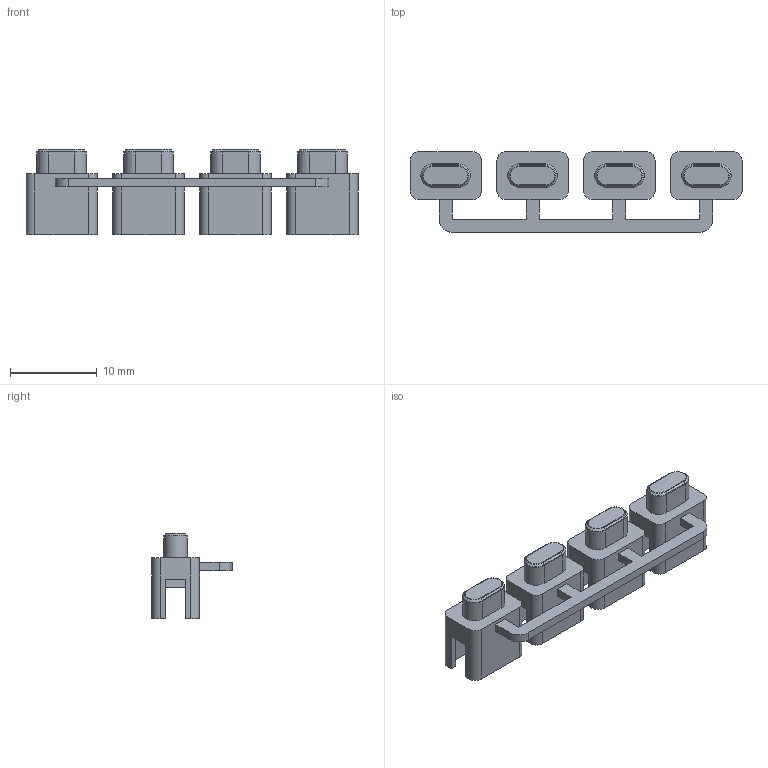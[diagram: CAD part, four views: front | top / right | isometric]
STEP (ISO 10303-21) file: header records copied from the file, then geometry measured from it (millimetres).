
FILE_DESCRIPTION(('FreeCAD Model'),'2;1');
FILE_NAME('Open CASCADE Shape Model','2025-10-31T09:54:01',('FreeCAD'),( 'FreeCAD'),'Open CASCADE STEP processor 7.7','FreeCAD','Unknown');
FILE_SCHEMA(('AUTOMOTIVE_DESIGN { 1 0 10303 214 1 1 1 1 }'));
Length unit declared in the file: millimetre
Products named in the file (1): Open CASCADE STEP translator 7.7 2
Bounding box: 38.2 x 9.25 x 9.8 mm (x, y, z)
Volume: 910.6 mm3; surface area: 1748.2 mm2
Topology: 1 solids, 1 shells, 204 faces, 534 edges, 340 vertices
Faces by surface type: plane 138, cylinder 42, bspline 8, cone 8, torus 8
Entity records: 6384 total; most frequent: CARTESIAN_POINT 1383, ORIENTED_EDGE 1068, DIRECTION 996, EDGE_CURVE 534, LINE 426, VECTOR 426, VERTEX_POINT 340, AXIS2_PLACEMENT_3D 285
